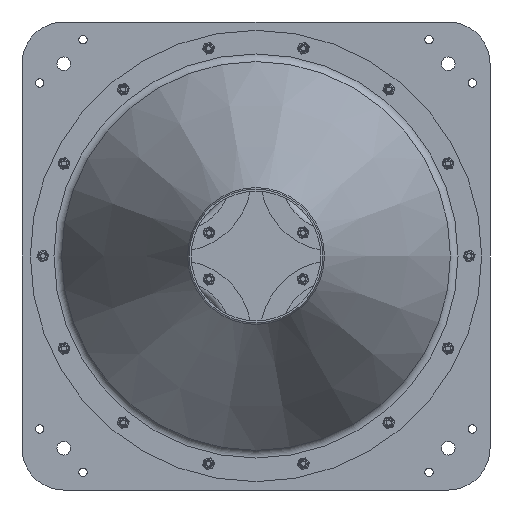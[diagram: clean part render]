
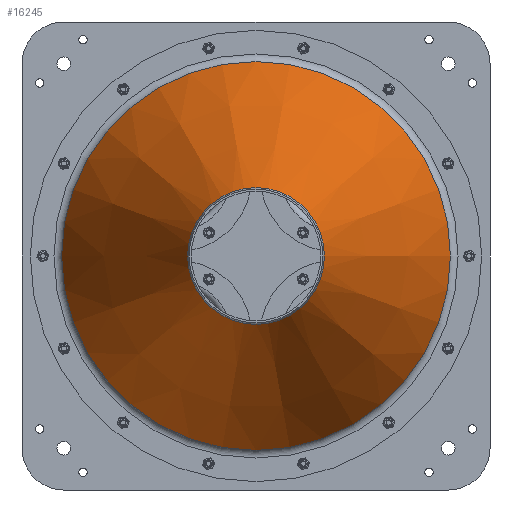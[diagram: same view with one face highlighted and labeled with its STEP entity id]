
A CAD part, left-side view. The second image highlights one B-rep face of the part: STEP entity #16245.
In plain terms, the highlighted conical face has half-angle 25 degrees and reference radius 100.126 mm.
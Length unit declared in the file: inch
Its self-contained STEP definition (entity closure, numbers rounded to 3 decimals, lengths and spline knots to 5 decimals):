
#1316=FACE_BOUND('',#5302,.T.);
#2247=CIRCLE('',#18130,5.81664);
#2249=CIRCLE('',#18133,2.04685);
#2798=CONICAL_SURFACE('',#18132,3.94197,25.);
#3912=FACE_OUTER_BOUND('',#5301,.T.);
#5301=EDGE_LOOP('',(#14736));
#5302=EDGE_LOOP('',(#14737));
#8074=VERTEX_POINT('',#76646);
#8076=VERTEX_POINT('',#76651);
#10368=EDGE_CURVE('',#8074,#8074,#2247,.T.);
#10370=EDGE_CURVE('',#8076,#8076,#2249,.T.);
#14736=ORIENTED_EDGE('',*,*,#10370,.F.);
#14737=ORIENTED_EDGE('',*,*,#10368,.F.);
#16245=ADVANCED_FACE('',(#3912,#1316),#2798,.T.);
#18130=AXIS2_PLACEMENT_3D('',#76647,#22125,#22126);
#18132=AXIS2_PLACEMENT_3D('',#76650,#22129,#22130);
#18133=AXIS2_PLACEMENT_3D('',#76652,#22131,#22132);
#22125=DIRECTION('center_axis',(1.,0.,0.));
#22126=DIRECTION('ref_axis',(0.,1.,0.));
#22129=DIRECTION('center_axis',(1.,0.,0.));
#22130=DIRECTION('ref_axis',(0.,-1.,0.));
#22131=DIRECTION('center_axis',(-1.,0.,0.));
#22132=DIRECTION('ref_axis',(0.,1.,0.));
#76646=CARTESIAN_POINT('',(-0.40735,-5.81664,0.));
#76647=CARTESIAN_POINT('Origin',(-0.40735,0.,
0.));
#76650=CARTESIAN_POINT('Origin',(-4.42758,0.,0.));
#76651=CARTESIAN_POINT('',(-8.49169,-2.04685,0.));
#76652=CARTESIAN_POINT('Origin',(-8.49169,0.,
0.));
